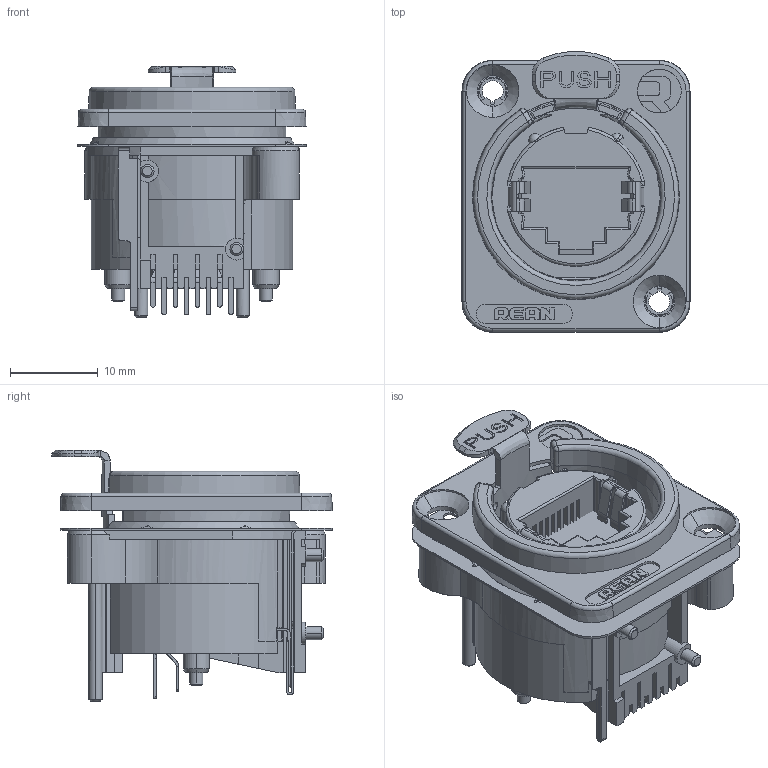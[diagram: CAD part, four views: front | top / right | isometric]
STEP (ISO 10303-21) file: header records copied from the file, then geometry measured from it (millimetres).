
FILE_DESCRIPTION((''),'2;1');
FILE_NAME('RRE8F-D-002_1','2023-11-08T11:34:01',('yuj'),(''),'CREO PARAMETRIC BY PTC INC, 2021184','CREO PARAMETRIC BY PTC INC, 2021184','');
FILE_SCHEMA(('AUTOMOTIVE_DESIGN { 1 0 10303 214 1 1 1 1 }'));
Products named in the file (1): RRE8F-D-002_1
Bounding box: 26 x 31.99 x 28.63 mm (x, y, z)
Volume: 6786 mm3; surface area: 11082.4 mm2
Topology: 1 solids, 7 shells, 1709 faces, 4760 edges, 3054 vertices
Faces by surface type: plane 1183, cylinder 381, cone 57, torus 36, bspline 35, sphere 13, extrusion 4
Entity records: 72035 total; most frequent: CARTESIAN_POINT 12057, ORIENTED_EDGE 9472, DIRECTION 8707, EDGE_CURVE 4755, VECTOR 3584, LINE 3580, PRESENTATION_STYLE_ASSIGNMENT 3363, STYLED_ITEM 3363
